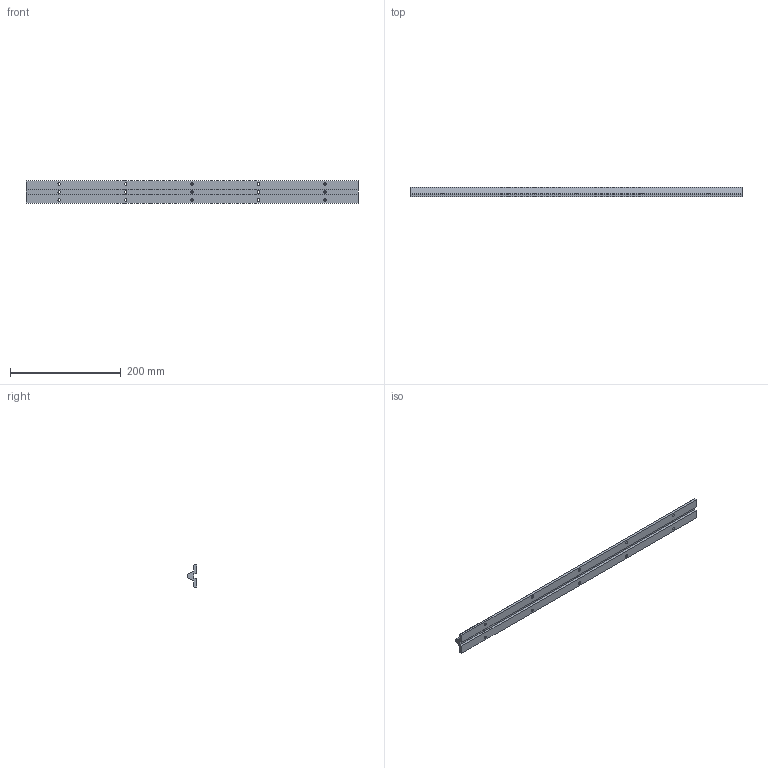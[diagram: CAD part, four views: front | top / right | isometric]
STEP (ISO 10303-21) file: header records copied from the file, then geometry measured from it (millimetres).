
FILE_DESCRIPTION( ( 'STEP AP214' ), ' ' );
FILE_NAME( 'WUM-12 Bohrteilung 120.stp', '2018-03-12T08:19:55', ( '' ), ( '' ), ' ', 'PARTsolutions', ' ' );
FILE_SCHEMA( ( 'AUTOMOTIVE_DESIGN { 1 0 10303 214 1 1 1 1 }' ) );
Length unit declared in the file: millimetre
Products named in the file (1): _WUM-12 Bohrteilung 120
Bounding box: 599.5 x 16.75 x 40 mm (x, y, z)
Volume: 172031.5 mm3; surface area: 70354 mm2
Topology: 1 solids, 1 shells, 34 faces, 111 edges, 74 vertices
Faces by surface type: cylinder 19, plane 15
Full cylindrical faces by diameter (mm): 4.5 x15
Entity records: 1466 total; most frequent: DIRECTION 204, CARTESIAN_POINT 195, ORIENTED_EDGE 182, EDGE_CURVE 91, AXIS2_PLACEMENT_3D 78, EDGE_LOOP 74, VERTEX_POINT 69, FACE_OUTER_BOUND 49
